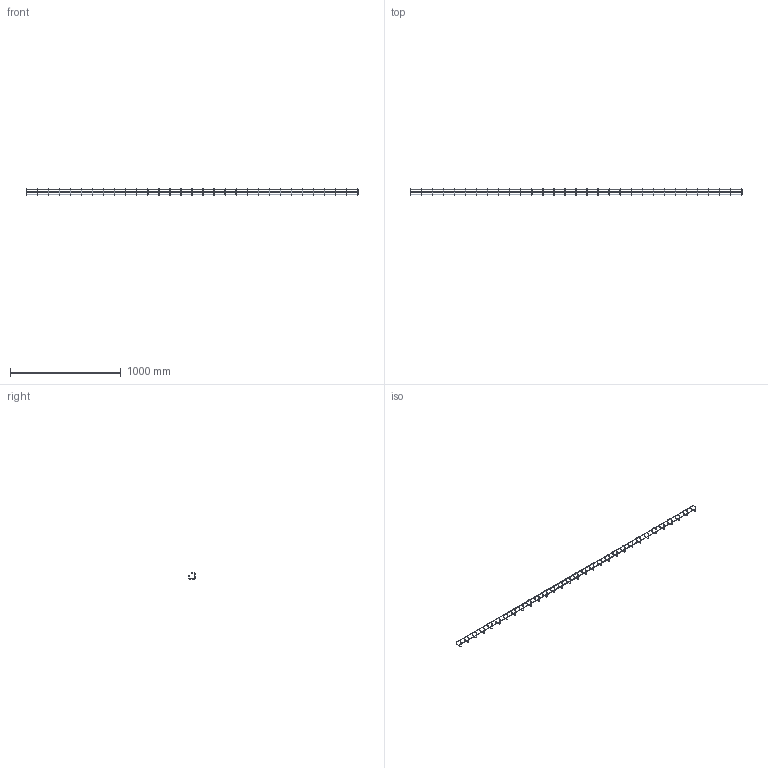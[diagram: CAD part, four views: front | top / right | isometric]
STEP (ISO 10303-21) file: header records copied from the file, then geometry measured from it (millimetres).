
FILE_DESCRIPTION(/* description */ (''),/* implementation_level */ '2;1');
FILE_NAME(/* name */ '430111.stp',/* time_stamp */ '2025-12-05T09:38:18+01:00',/* author */ ('mael.lecharpentier'),/* organization */ (''),/* preprocessor_version */ 'ST-DEVELOPER v20',/* originating_system */ 'AutoCAD Mechanical',/* authorisation */ '');
FILE_SCHEMA (('AUTOMOTIVE_DESIGN { 1 0 10303 214 3 1 1 }'));
Length unit declared in the file: millimetre
Products named in the file (3): Product; *U1; *U0
Assembly tree (32 placements, depth 3):
  Product
    *U1
      *U0  x31
Bounding box: 3003.9 x 56.94 x 56.94 mm (x, y, z)
Volume: 153498.7 mm3; surface area: 179920.5 mm2
Topology: 35 solids, 35 shells, 291 faces, 663 edges, 442 vertices
Faces by surface type: cylinder 128, torus 93, plane 70
Full cylindrical faces by diameter (mm): 3.2 x4, 3.9 x124
Entity records: 800 total; most frequent: DIRECTION 170, CARTESIAN_POINT 111, AXIS2_PLACEMENT_3D 81, ORIENTED_EDGE 66, PRODUCT_DEFINITION_SHAPE 35, EDGE_CURVE 33, ITEM_DEFINED_TRANSFORMATION 32, CONTEXT_DEPENDENT_SHAPE_REPRESENTATION 32
